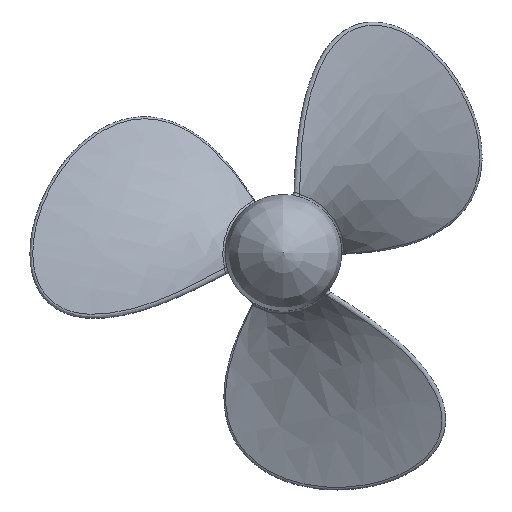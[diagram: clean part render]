
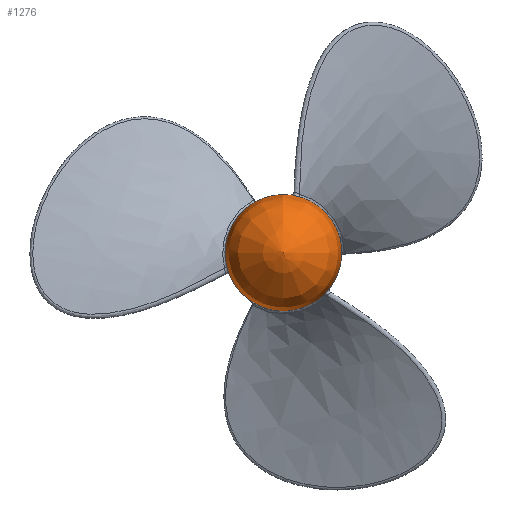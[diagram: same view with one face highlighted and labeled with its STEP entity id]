
A CAD part, top view. The second image highlights one B-rep face of the part: STEP entity #1276.
In plain terms, the highlighted free-form (B-spline) face has degree [3, 3] with [4, 19] control points.
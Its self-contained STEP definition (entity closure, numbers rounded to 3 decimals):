
#487 = VERTEX_POINT('',#488);
#488 = CARTESIAN_POINT('',(-79.029,0.,172.616));
#493 = EDGE_CURVE('',#487,#494,#496,.T.);
#494 = VERTEX_POINT('',#495);
#495 = CARTESIAN_POINT('',(0.,79.029,
    172.616));
#496 = ( BOUNDED_CURVE() B_SPLINE_CURVE(2,(#497,#498,#499),
.UNSPECIFIED.,.F.,.F.) B_SPLINE_CURVE_WITH_KNOTS((3,3),(0.,
1.571),.PIECEWISE_BEZIER_KNOTS.) CURVE() 
GEOMETRIC_REPRESENTATION_ITEM() RATIONAL_B_SPLINE_CURVE((1.,
0.707,1.)) REPRESENTATION_ITEM('') );
#497 = CARTESIAN_POINT('',(-79.029,0.,172.616));
#498 = CARTESIAN_POINT('',(-79.029,79.029,
    172.616));
#499 = CARTESIAN_POINT('',(0.,79.029,
    172.616));
#501 = EDGE_CURVE('',#494,#487,#502,.T.);
#502 = ( BOUNDED_CURVE() B_SPLINE_CURVE(2,(#503,#504,#505,#506,#507),
.UNSPECIFIED.,.F.,.F.) B_SPLINE_CURVE_WITH_KNOTS((3,2,3),(1.571
,3.927,6.283),.PIECEWISE_BEZIER_KNOTS.) CURVE() 
GEOMETRIC_REPRESENTATION_ITEM() RATIONAL_B_SPLINE_CURVE((1.,
0.383,1.,0.383,1.)) REPRESENTATION_ITEM('') );
#503 = CARTESIAN_POINT('',(0.,79.029,
    172.616));
#504 = CARTESIAN_POINT('',(190.793,79.029,
    172.616));
#505 = CARTESIAN_POINT('',(55.882,-55.882,
    172.616));
#506 = CARTESIAN_POINT('',(-79.029,-190.793,
    172.616));
#507 = CARTESIAN_POINT('',(-79.029,0.,
    172.616));
#1276 = ADVANCED_FACE('',(#1277),#1291,.T.);
#1277 = FACE_BOUND('',#1278,.T.);
#1278 = EDGE_LOOP('',(#1279,#1288,#1289,#1290));
#1279 = ORIENTED_EDGE('',*,*,#1280,.F.);
#1280 = EDGE_CURVE('',#494,#1281,#1283,.T.);
#1281 = VERTEX_POINT('',#1282);
#1282 = CARTESIAN_POINT('',(0.,0.,253.724));
#1283 = B_SPLINE_CURVE_WITH_KNOTS('',3,(#1284,#1285,#1286,#1287),
  .UNSPECIFIED.,.F.,.F.,(4,4),(0.,1.),
  .PIECEWISE_BEZIER_KNOTS.);
#1284 = CARTESIAN_POINT('',(0.,79.029,
    172.616));
#1285 = CARTESIAN_POINT('',(0.,79.029,
    225.135));
#1286 = CARTESIAN_POINT('',(0.,17.484,
    248.711));
#1287 = CARTESIAN_POINT('',(0.,0.,253.724));
#1288 = ORIENTED_EDGE('',*,*,#493,.F.);
#1289 = ORIENTED_EDGE('',*,*,#501,.F.);
#1290 = ORIENTED_EDGE('',*,*,#1280,.T.);
#1291 = B_SPLINE_SURFACE_WITH_KNOTS('',3,3,(
    (#1292,#1293,#1294,#1295,#1296,#1297,#1298,#1299,#1300,#1301,#1302
      ,#1303,#1304,#1305,#1306,#1307,#1308,#1309,#1310)
    ,(#1311,#1312,#1313,#1314,#1315,#1316,#1317,#1318,#1319,#1320,#1321
      ,#1322,#1323,#1324,#1325,#1326,#1327,#1328,#1329)
    ,(#1330,#1331,#1332,#1333,#1334,#1335,#1336,#1337,#1338,#1339,#1340
      ,#1341,#1342,#1343,#1344,#1345,#1346,#1347,#1348)
    ,(#1349,#1350,#1351,#1352,#1353,#1354,#1355,#1356,#1357,#1358,#1359
      ,#1360,#1361,#1362,#1363,#1364,#1365,#1366,#1367
  )),.UNSPECIFIED.,.F.,.T.,.F.,(4,4),(1,1,1,1,1,1,1,1,1,1,1,1,1,1,1,1,1,
    1,1,1,1,1,1),(0.,1.),(-1.178,-0.785,
    -0.393,0.,0.393,0.785,1.178,
    1.571,1.963,2.356,2.749,
    3.142,3.534,3.927,4.32,
    4.712,5.105,5.498,5.89,
    6.283,6.676,7.069,7.461),
  .UNSPECIFIED.);
#1292 = CARTESIAN_POINT('',(-31.03,74.914,
    172.616));
#1293 = CARTESIAN_POINT('',(0.,81.086,
    172.616));
#1294 = CARTESIAN_POINT('',(31.03,74.914,
    172.616));
#1295 = CARTESIAN_POINT('',(57.337,57.337,
    172.616));
#1296 = CARTESIAN_POINT('',(74.914,31.03,
    172.616));
#1297 = CARTESIAN_POINT('',(81.086,0.,
    172.616));
#1298 = CARTESIAN_POINT('',(74.914,-31.03,
    172.616));
#1299 = CARTESIAN_POINT('',(57.337,-57.337,
    172.616));
#1300 = CARTESIAN_POINT('',(31.03,-74.914,
    172.616));
#1301 = CARTESIAN_POINT('',(0.,-81.086,
    172.616));
#1302 = CARTESIAN_POINT('',(-31.03,-74.914,
    172.616));
#1303 = CARTESIAN_POINT('',(-57.337,-57.337,
    172.616));
#1304 = CARTESIAN_POINT('',(-74.914,-31.03,
    172.616));
#1305 = CARTESIAN_POINT('',(-81.086,0.,
    172.616));
#1306 = CARTESIAN_POINT('',(-74.914,31.03,
    172.616));
#1307 = CARTESIAN_POINT('',(-57.337,57.337,
    172.616));
#1308 = CARTESIAN_POINT('',(-31.03,74.914,
    172.616));
#1309 = CARTESIAN_POINT('',(0.,81.086,
    172.616));
#1310 = CARTESIAN_POINT('',(31.03,74.914,
    172.616));
#1311 = CARTESIAN_POINT('',(-31.03,74.914,
    225.135));
#1312 = CARTESIAN_POINT('',(0.,81.086,
    225.135));
#1313 = CARTESIAN_POINT('',(31.03,74.914,
    225.135));
#1314 = CARTESIAN_POINT('',(57.337,57.337,
    225.135));
#1315 = CARTESIAN_POINT('',(74.914,31.03,
    225.135));
#1316 = CARTESIAN_POINT('',(81.086,0.,
    225.135));
#1317 = CARTESIAN_POINT('',(74.914,-31.03,
    225.135));
#1318 = CARTESIAN_POINT('',(57.337,-57.337,
    225.135));
#1319 = CARTESIAN_POINT('',(31.03,-74.914,
    225.135));
#1320 = CARTESIAN_POINT('',(0.,-81.086,
    225.135));
#1321 = CARTESIAN_POINT('',(-31.03,-74.914,
    225.135));
#1322 = CARTESIAN_POINT('',(-57.337,-57.337,
    225.135));
#1323 = CARTESIAN_POINT('',(-74.914,-31.03,
    225.135));
#1324 = CARTESIAN_POINT('',(-81.086,0.,
    225.135));
#1325 = CARTESIAN_POINT('',(-74.914,31.03,
    225.135));
#1326 = CARTESIAN_POINT('',(-57.337,57.337,
    225.135));
#1327 = CARTESIAN_POINT('',(-31.03,74.914,
    225.135));
#1328 = CARTESIAN_POINT('',(0.,81.086,
    225.135));
#1329 = CARTESIAN_POINT('',(31.03,74.914,
    225.135));
#1330 = CARTESIAN_POINT('',(-6.865,16.574,
    248.711));
#1331 = CARTESIAN_POINT('',(0.,17.94,
    248.711));
#1332 = CARTESIAN_POINT('',(6.865,16.574,
    248.711));
#1333 = CARTESIAN_POINT('',(12.685,12.685,
    248.711));
#1334 = CARTESIAN_POINT('',(16.574,6.865,
    248.711));
#1335 = CARTESIAN_POINT('',(17.94,0.,
    248.711));
#1336 = CARTESIAN_POINT('',(16.574,-6.865,
    248.711));
#1337 = CARTESIAN_POINT('',(12.685,-12.685,
    248.711));
#1338 = CARTESIAN_POINT('',(6.865,-16.574,
    248.711));
#1339 = CARTESIAN_POINT('',(0.,-17.94,
    248.711));
#1340 = CARTESIAN_POINT('',(-6.865,-16.574,
    248.711));
#1341 = CARTESIAN_POINT('',(-12.685,-12.685,
    248.711));
#1342 = CARTESIAN_POINT('',(-16.574,-6.865,
    248.711));
#1343 = CARTESIAN_POINT('',(-17.94,0.,
    248.711));
#1344 = CARTESIAN_POINT('',(-16.574,6.865,
    248.711));
#1345 = CARTESIAN_POINT('',(-12.685,12.685,
    248.711));
#1346 = CARTESIAN_POINT('',(-6.865,16.574,
    248.711));
#1347 = CARTESIAN_POINT('',(0.,17.94,
    248.711));
#1348 = CARTESIAN_POINT('',(6.865,16.574,
    248.711));
#1349 = CARTESIAN_POINT('',(0.,0.,253.724));
#1350 = CARTESIAN_POINT('',(0.,0.,253.724));
#1351 = CARTESIAN_POINT('',(0.,0.,253.724));
#1352 = CARTESIAN_POINT('',(0.,0.,253.724));
#1353 = CARTESIAN_POINT('',(0.,0.,253.724));
#1354 = CARTESIAN_POINT('',(0.,0.,253.724));
#1355 = CARTESIAN_POINT('',(0.,0.,253.724));
#1356 = CARTESIAN_POINT('',(0.,0.,253.724));
#1357 = CARTESIAN_POINT('',(0.,0.,253.724));
#1358 = CARTESIAN_POINT('',(0.,0.,253.724));
#1359 = CARTESIAN_POINT('',(0.,0.,253.724));
#1360 = CARTESIAN_POINT('',(0.,0.,253.724));
#1361 = CARTESIAN_POINT('',(0.,0.,253.724));
#1362 = CARTESIAN_POINT('',(0.,0.,253.724));
#1363 = CARTESIAN_POINT('',(0.,0.,253.724));
#1364 = CARTESIAN_POINT('',(0.,0.,253.724));
#1365 = CARTESIAN_POINT('',(0.,0.,253.724));
#1366 = CARTESIAN_POINT('',(0.,0.,253.724));
#1367 = CARTESIAN_POINT('',(0.,0.,253.724));
